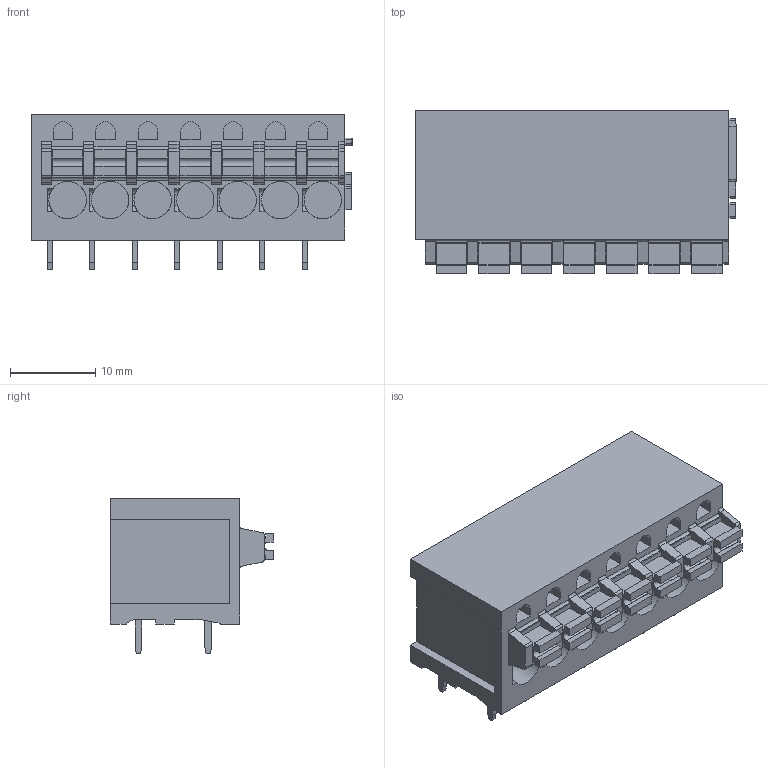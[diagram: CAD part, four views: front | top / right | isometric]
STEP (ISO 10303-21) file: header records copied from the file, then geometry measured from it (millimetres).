
FILE_DESCRIPTION(('CATIA V5 STEP Exchange','CAx-IF Rec.Pracs.--- Model Styling and Organization---1.4--- 2014-01-23'),'2;1');
FILE_NAME ('229621-3_3', '2022-08-11T06:35:45+00:00', ('none'), ('Weidmueller'), 'CATIA Version 5-6 Release 2016 SP3 HF44', 'CATIA V5 STEP AP214', 'none');
FILE_SCHEMA(('AUTOMOTIVE_DESIGN { 1 0 10303 214 1 1 1 1 }'));
Length unit declared in the file: millimetre
Products named in the file (1): 1424820000
Bounding box: 37.65 x 19.2 x 18.3 mm (x, y, z)
Volume: 7623.7 mm3; surface area: 4772.3 mm2
Topology: 22 solids, 22 shells, 517 faces, 1368 edges, 912 vertices
Faces by surface type: plane 393, cylinder 124
Entity records: 15507 total; most frequent: CARTESIAN_POINT 2771, ORIENTED_EDGE 2736, DIRECTION 2125, EDGE_CURVE 1368, VECTOR 1106, LINE 1106, VERTEX_POINT 912, AXIS2_PLACEMENT_3D 633
